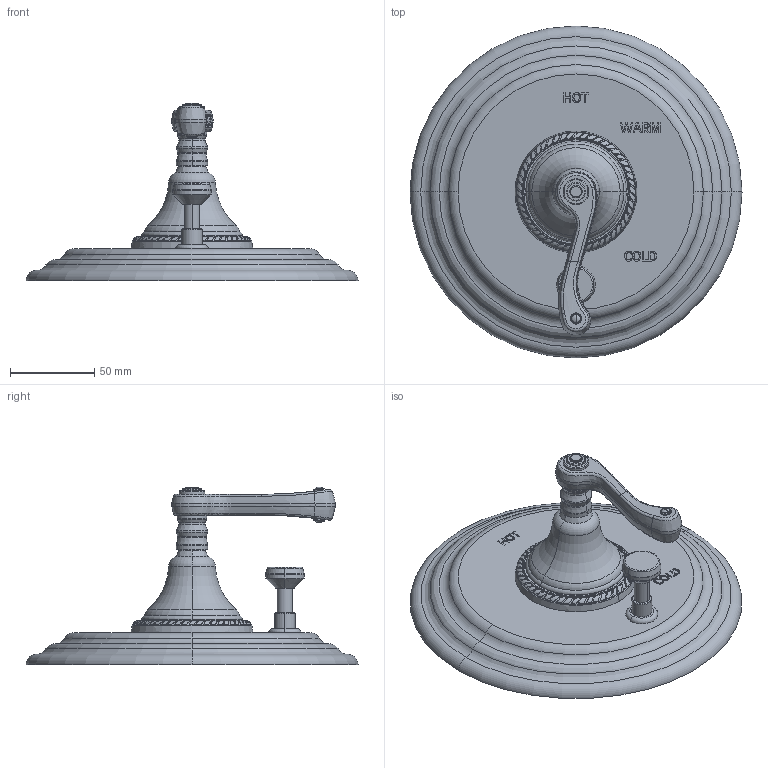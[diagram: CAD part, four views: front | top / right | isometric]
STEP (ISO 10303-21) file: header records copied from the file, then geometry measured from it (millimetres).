
FILE_DESCRIPTION((''),'2;1');
FILE_NAME('5-982BP','2021-06-07T14:37:39',('jinson.thomas'),(''),'CREO PARAMETRIC BY PTC INC, 2018400','CREO PARAMETRIC BY PTC INC, 2018400','');
FILE_SCHEMA(('CONFIG_CONTROL_DESIGN'));
Length unit declared in the file: inch
Products named in the file (1): 5-982BP
Bounding box: 196.85 x 196.85 x 105.51 mm (x, y, z)
Volume: 556107.7 mm3; surface area: 78233.7 mm2
Topology: 1 solids, 1 shells, 751 faces, 1925 edges, 1252 vertices
Faces by surface type: plane 215, extrusion 167, cylinder 126, torus 104, sphere 66, bspline 61, cone 12
Entity records: 36508 total; most frequent: CARTESIAN_POINT 20241, ORIENTED_EDGE 3842, DIRECTION 2403, EDGE_CURVE 1921, VERTEX_POINT 1252, B_SPLINE_CURVE_WITH_KNOTS 1168, EDGE_LOOP 831, VECTOR 817
